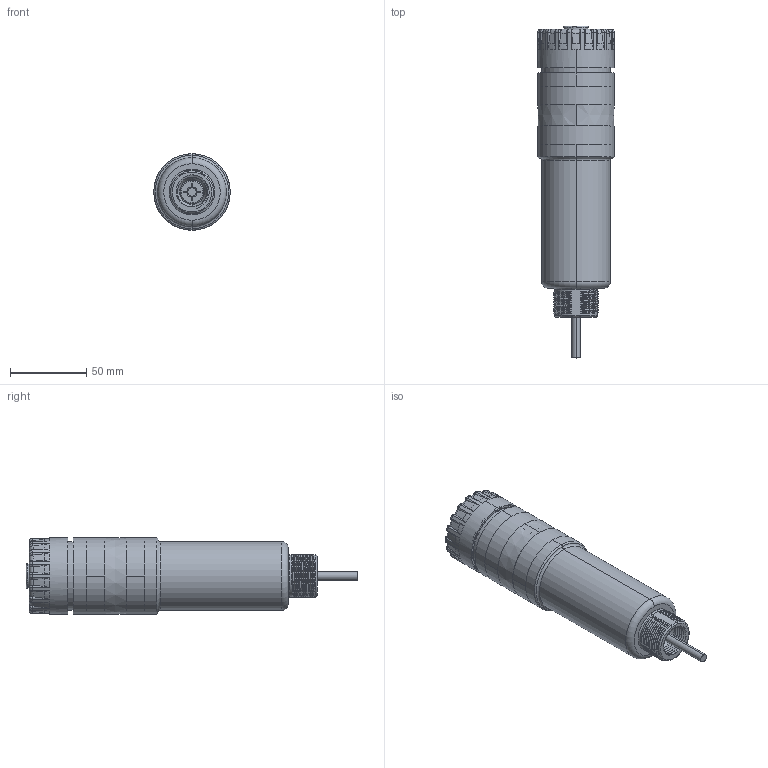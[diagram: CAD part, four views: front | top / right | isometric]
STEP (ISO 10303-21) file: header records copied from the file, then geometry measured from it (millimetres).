
FILE_DESCRIPTION((''),'2;1');
FILE_NAME('168281_ASM','2014-06-26T',('pdmadmin'),(''),'PRO/ENGINEER BY PARAMETRIC TECHNOLOGY CORPORATION, 2013230','PRO/ENGINEER BY PARAMETRIC TECHNOLOGY CORPORATION, 2013230','');
FILE_SCHEMA(('CONFIG_CONTROL_DESIGN'));
Products named in the file (10): 163979; 62676; 62677; CABLE_215; 158231_WEB; 158948; 158950; 143281_WEB_MODEL; 143282; 168281_ASM
Assembly tree (10 placements, depth 2):
  168281_ASM
    163979
    62676
    62677
    CABLE_215
    158231_WEB  x2
    158948
    158950
    143281_WEB_MODEL
    143282
Bounding box: 50 x 217.25 x 50 mm (x, y, z)
Volume: 109855.9 mm3; surface area: 93985.7 mm2
Topology: 10 solids, 10 shells, 1824 faces, 4533 edges, 2809 vertices
Faces by surface type: cylinder 531, plane 499, bspline 320, torus 266, cone 136, sphere 72
Entity records: 107762 total; most frequent: CARTESIAN_POINT 66752, ORIENTED_EDGE 8910, DIRECTION 8191, EDGE_CURVE 4455, AXIS2_PLACEMENT_3D 3318, VERTEX_POINT 2755, EDGE_LOOP 1896, CIRCLE 1826
